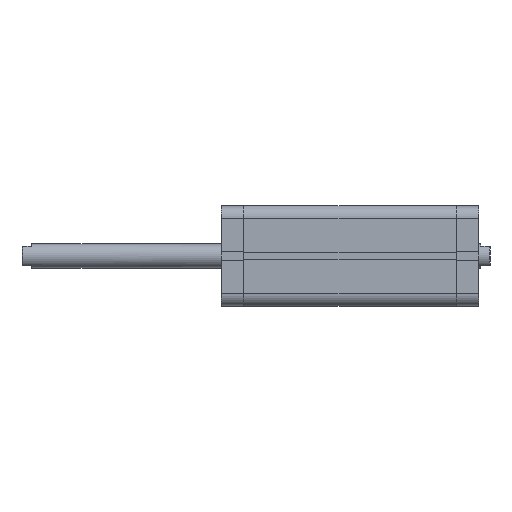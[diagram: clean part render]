
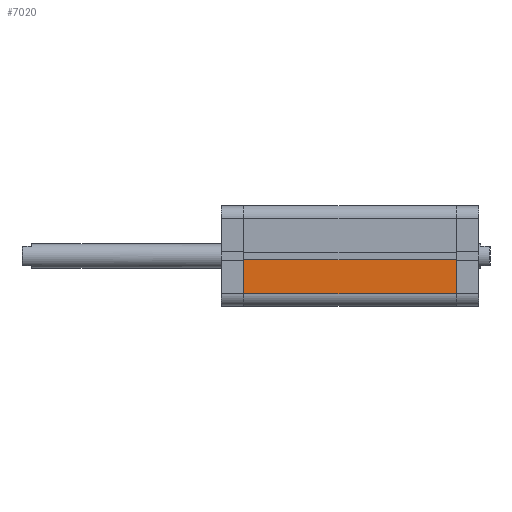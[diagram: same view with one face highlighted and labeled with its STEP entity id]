
A CAD part, front view. The second image highlights one B-rep face of the part: STEP entity #7020.
In plain terms, the highlighted planar face has unit normal (0, -1, 0).
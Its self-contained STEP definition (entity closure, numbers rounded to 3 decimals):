
#237 = EDGE_CURVE ( 'NONE', #1195, #1194, #3763, .T. ) ;
#345 = EDGE_CURVE ( 'NONE', #1194, #1196, #3946, .T. ) ;
#359 = EDGE_CURVE ( 'NONE', #1195, #1197, #3961, .T. ) ;
#362 = EDGE_CURVE ( 'NONE', #1197, #1196, #3976, .T. ) ;
#1194 = VERTEX_POINT ( 'NONE', #5430 ) ;
#1195 = VERTEX_POINT ( 'NONE', #5431 ) ;
#1196 = VERTEX_POINT ( 'NONE', #5432 ) ;
#1197 = VERTEX_POINT ( 'NONE', #5433 ) ;
#1568 = CARTESIAN_POINT ( 'NONE',  ( -25., -33.5, 141.5 ) ) ;
#1569 = DIRECTION ( 'NONE',  ( 0., 0., -1. ) ) ;
#1655 = EDGE_LOOP ( 'NONE', ( #1921, #1920, #1919, #1918 ) ) ;
#1918 = ORIENTED_EDGE ( 'NONE', *, *, #237, .T. ) ;
#1919 = ORIENTED_EDGE ( 'NONE', *, *, #359, .F. ) ;
#1920 = ORIENTED_EDGE ( 'NONE', *, *, #362, .F. ) ;
#1921 = ORIENTED_EDGE ( 'NONE', *, *, #345, .T. ) ;
#2359 = FACE_OUTER_BOUND ( 'NONE', #1655, .T. ) ;
#3161 = AXIS2_PLACEMENT_3D ( 'NONE', #6255, #6264, #6265 ) ;
#3763 = LINE ( 'NONE', #1568, #3764 ) ;
#3764 = VECTOR ( 'NONE', #1569, 1000. ) ;
#3946 = LINE ( 'NONE', #4730, #3947 ) ;
#3947 = VECTOR ( 'NONE', #4731, 1000. ) ;
#3961 = LINE ( 'NONE', #4760, #3970 ) ;
#3970 = VECTOR ( 'NONE', #4763, 1000. ) ;
#3976 = LINE ( 'NONE', #4769, #3977 ) ;
#3977 = VECTOR ( 'NONE', #4770, 1000. ) ;
#4730 = CARTESIAN_POINT ( 'NONE',  ( 0., -33.5, 0. ) ) ;
#4731 = DIRECTION ( 'NONE',  ( 1., 0., 0. ) ) ;
#4760 = CARTESIAN_POINT ( 'NONE',  ( 0., -33.5, 141.5 ) ) ;
#4763 = DIRECTION ( 'NONE',  ( 1., 0., 0. ) ) ;
#4769 = CARTESIAN_POINT ( 'NONE',  ( -2.6, -33.5, 141.5 ) ) ;
#4770 = DIRECTION ( 'NONE',  ( 0., 0., -1. ) ) ;
#5430 = CARTESIAN_POINT ( 'NONE',  ( -25., -33.5, 0. ) ) ;
#5431 = CARTESIAN_POINT ( 'NONE',  ( -25., -33.5, 141.5 ) ) ;
#5432 = CARTESIAN_POINT ( 'NONE',  ( -2.6, -33.5, 0. ) ) ;
#5433 = CARTESIAN_POINT ( 'NONE',  ( -2.6, -33.5, 141.5 ) ) ;
#6252 = PLANE ( 'NONE',  #3161 ) ;
#6255 = CARTESIAN_POINT ( 'NONE',  ( 0., -33.5, 141.5 ) ) ;
#6264 = DIRECTION ( 'NONE',  ( 0., 1., 0. ) ) ;
#6265 = DIRECTION ( 'NONE',  ( 0., 0., 1. ) ) ;
#7020 = ADVANCED_FACE ( 'NONE', ( #2359 ), #6252, .F. ) ;
